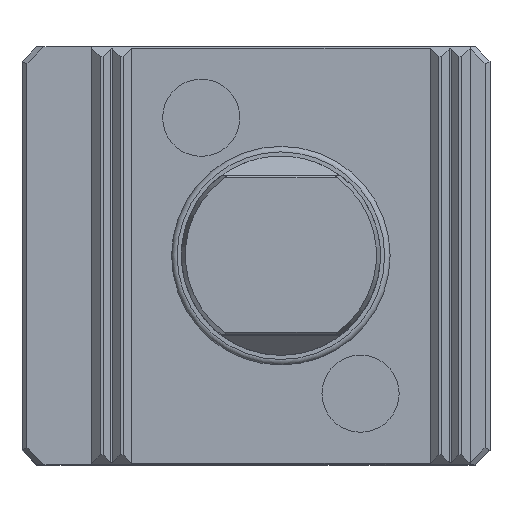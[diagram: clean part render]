
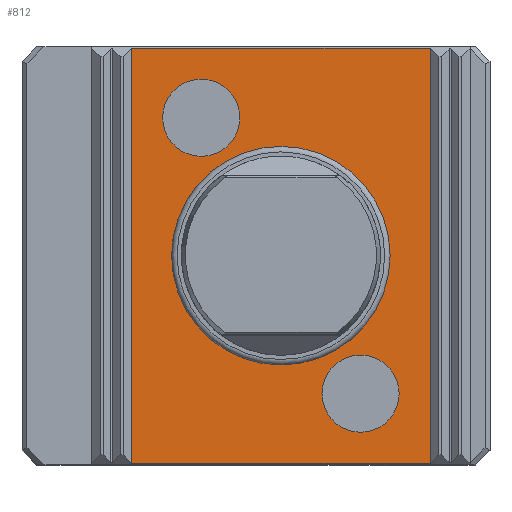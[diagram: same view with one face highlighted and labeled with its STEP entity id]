
A CAD part, top view. The second image highlights one B-rep face of the part: STEP entity #812.
In plain terms, the highlighted planar face has unit normal (0, 0, 1).
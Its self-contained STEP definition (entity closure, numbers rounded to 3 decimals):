
#157=LINE('',#4691,#425);
#158=LINE('',#4694,#426);
#159=LINE('',#4696,#427);
#160=LINE('',#4698,#428);
#425=VECTOR('',#3640,1.);
#426=VECTOR('',#3641,1.);
#427=VECTOR('',#3642,1.);
#428=VECTOR('',#3643,1.);
#698=FACE_BOUND('',#1255,.T.);
#699=FACE_BOUND('',#1256,.T.);
#700=FACE_BOUND('',#1257,.T.);
#701=FACE_BOUND('',#1258,.T.);
#812=ADVANCED_FACE('',(#698,#699,#700,#701),#958,.T.);
#958=PLANE('',#3065);
#1255=EDGE_LOOP('',(#1790));
#1256=EDGE_LOOP('',(#1791));
#1257=EDGE_LOOP('',(#1792));
#1258=EDGE_LOOP('',(#1793,#1794,#1795,#1796));
#1790=ORIENTED_EDGE('',*,*,#2649,.T.);
#1791=ORIENTED_EDGE('',*,*,#2650,.T.);
#1792=ORIENTED_EDGE('',*,*,#2641,.T.);
#1793=ORIENTED_EDGE('',*,*,#2651,.T.);
#1794=ORIENTED_EDGE('',*,*,#2652,.F.);
#1795=ORIENTED_EDGE('',*,*,#2653,.T.);
#1796=ORIENTED_EDGE('',*,*,#2654,.T.);
#2303=VERTEX_POINT('',#4668);
#2311=VERTEX_POINT('',#4688);
#2312=VERTEX_POINT('',#4690);
#2313=VERTEX_POINT('',#4692);
#2314=VERTEX_POINT('',#4693);
#2315=VERTEX_POINT('',#4695);
#2316=VERTEX_POINT('',#4697);
#2641=EDGE_CURVE('',#2303,#2303,#2834,.T.);
#2649=EDGE_CURVE('',#2311,#2311,#2837,.T.);
#2650=EDGE_CURVE('',#2312,#2312,#2838,.T.);
#2651=EDGE_CURVE('',#2313,#2314,#157,.T.);
#2652=EDGE_CURVE('',#2315,#2314,#158,.T.);
#2653=EDGE_CURVE('',#2315,#2316,#159,.T.);
#2654=EDGE_CURVE('',#2316,#2313,#160,.T.);
#2834=CIRCLE('',#3056,21.308);
#2837=CIRCLE('',#3063,7.75);
#2838=CIRCLE('',#3064,7.75);
#3056=AXIS2_PLACEMENT_3D('',#4667,#3617,#3618);
#3063=AXIS2_PLACEMENT_3D('',#4687,#3636,#3637);
#3064=AXIS2_PLACEMENT_3D('',#4689,#3638,#3639);
#3065=AXIS2_PLACEMENT_3D('',#4699,#3644,#3645);
#3617=DIRECTION('',(0.,0.,-1.));
#3618=DIRECTION('',(1.,0.,0.));
#3636=DIRECTION('',(0.,0.,-1.));
#3637=DIRECTION('',(-1.,0.,0.));
#3638=DIRECTION('',(0.,0.,-1.));
#3639=DIRECTION('',(-1.,0.,0.));
#3640=DIRECTION('',(-1.,0.,0.));
#3641=DIRECTION('',(0.,1.,0.));
#3642=DIRECTION('',(1.,0.,0.));
#3643=DIRECTION('',(0.,1.,0.));
#3644=DIRECTION('',(0.,0.,1.));
#3645=DIRECTION('',(1.,0.,0.));
#4667=CARTESIAN_POINT('',(0.,0.,-0.3));
#4668=CARTESIAN_POINT('',(21.308,0.,-0.3));
#4687=CARTESIAN_POINT('',(-16.,27.713,-0.3));
#4688=CARTESIAN_POINT('',(-23.75,27.713,-0.3));
#4689=CARTESIAN_POINT('',(16.,-27.713,-0.3));
#4690=CARTESIAN_POINT('',(8.25,-27.713,-0.3));
#4691=CARTESIAN_POINT('',(-30.,41.7,-0.3));
#4692=CARTESIAN_POINT('',(30.,41.7,-0.3));
#4693=CARTESIAN_POINT('',(-30.,41.7,-0.3));
#4694=CARTESIAN_POINT('',(-30.,-42.,-0.3));
#4695=CARTESIAN_POINT('',(-30.,-41.7,-0.3));
#4696=CARTESIAN_POINT('',(-30.,-41.7,-0.3));
#4697=CARTESIAN_POINT('',(30.,-41.7,-0.3));
#4698=CARTESIAN_POINT('',(30.,-42.,-0.3));
#4699=CARTESIAN_POINT('',(-30.,-42.,-0.3));
